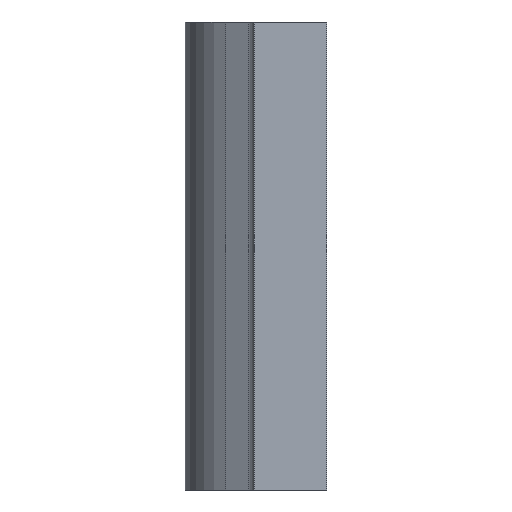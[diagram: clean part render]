
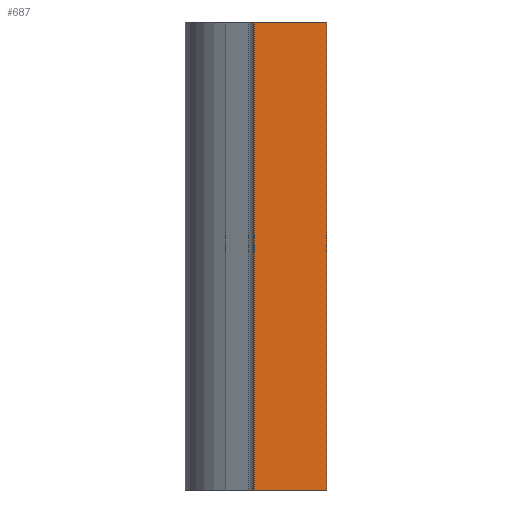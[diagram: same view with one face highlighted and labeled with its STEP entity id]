
A CAD part, left-side view. The second image highlights one B-rep face of the part: STEP entity #687.
In plain terms, the highlighted planar face has unit normal (-1, 0, 0).
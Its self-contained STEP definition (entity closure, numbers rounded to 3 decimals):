
#45 = CARTESIAN_POINT ( 'NONE',  ( 0., 0., 7.75 ) ) ;
#161 = EDGE_CURVE ( 'NONE', #627, #728, #910, .T. ) ;
#194 = LINE ( 'NONE', #45, #708 ) ;
#206 = PLANE ( 'NONE',  #478 ) ;
#210 = CARTESIAN_POINT ( 'NONE',  ( 0., 0., 7.75 ) ) ;
#239 = VECTOR ( 'NONE', #486, 1000. ) ;
#240 = LINE ( 'NONE', #564, #1009 ) ;
#244 = ORIENTED_EDGE ( 'NONE', *, *, #565, .F. ) ;
#324 = VERTEX_POINT ( 'NONE', #515 ) ;
#336 = CARTESIAN_POINT ( 'NONE',  ( 0., -1.2, 7.75 ) ) ;
#340 = FACE_OUTER_BOUND ( 'NONE', #536, .T. ) ;
#367 = DIRECTION ( 'NONE',  ( 0., 0., -1. ) ) ;
#415 = CARTESIAN_POINT ( 'NONE',  ( 0., -1.2, 0. ) ) ;
#478 = AXIS2_PLACEMENT_3D ( 'NONE', #527, #519, #679 ) ;
#479 = ORIENTED_EDGE ( 'NONE', *, *, #161, .T. ) ;
#484 = VERTEX_POINT ( 'NONE', #654 ) ;
#486 = DIRECTION ( 'NONE',  ( 0., 1., 0. ) ) ;
#515 = CARTESIAN_POINT ( 'NONE',  ( 0., 0., 0. ) ) ;
#519 = DIRECTION ( 'NONE',  ( -1., 0., 0. ) ) ;
#527 = CARTESIAN_POINT ( 'NONE',  ( 0., -1.2, 7.75 ) ) ;
#536 = EDGE_LOOP ( 'NONE', ( #244, #606, #479, #935 ) ) ;
#564 = CARTESIAN_POINT ( 'NONE',  ( 0., -1.2, 7.75 ) ) ;
#565 = EDGE_CURVE ( 'NONE', #484, #324, #575, .T. ) ;
#575 = LINE ( 'NONE', #415, #601 ) ;
#601 = VECTOR ( 'NONE', #814, 1000. ) ;
#605 = CARTESIAN_POINT ( 'NONE',  ( 0., -1.2, 7.75 ) ) ;
#606 = ORIENTED_EDGE ( 'NONE', *, *, #968, .F. ) ;
#627 = VERTEX_POINT ( 'NONE', #605 ) ;
#654 = CARTESIAN_POINT ( 'NONE',  ( 0., -1.2, 0. ) ) ;
#656 = DIRECTION ( 'NONE',  ( 0., 0., -1. ) ) ;
#679 = DIRECTION ( 'NONE',  ( 0., 0., 1. ) ) ;
#687 = ADVANCED_FACE ( 'NONE', ( #340 ), #206, .T. ) ;
#708 = VECTOR ( 'NONE', #367, 1000. ) ;
#728 = VERTEX_POINT ( 'NONE', #210 ) ;
#814 = DIRECTION ( 'NONE',  ( 0., 1., 0. ) ) ;
#910 = LINE ( 'NONE', #336, #239 ) ;
#935 = ORIENTED_EDGE ( 'NONE', *, *, #988, .T. ) ;
#968 = EDGE_CURVE ( 'NONE', #627, #484, #240, .T. ) ;
#988 = EDGE_CURVE ( 'NONE', #728, #324, #194, .T. ) ;
#1009 = VECTOR ( 'NONE', #656, 1000. ) ;
